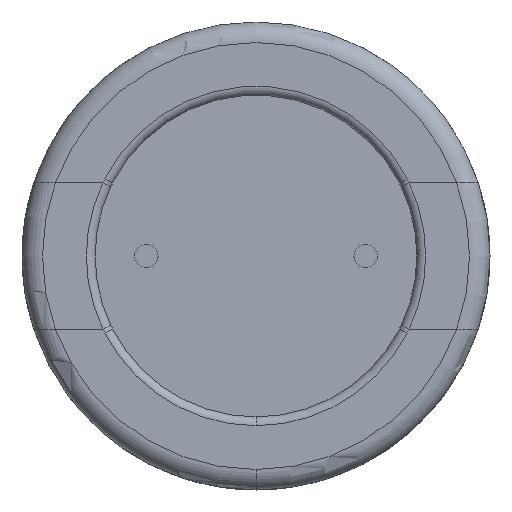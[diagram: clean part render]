
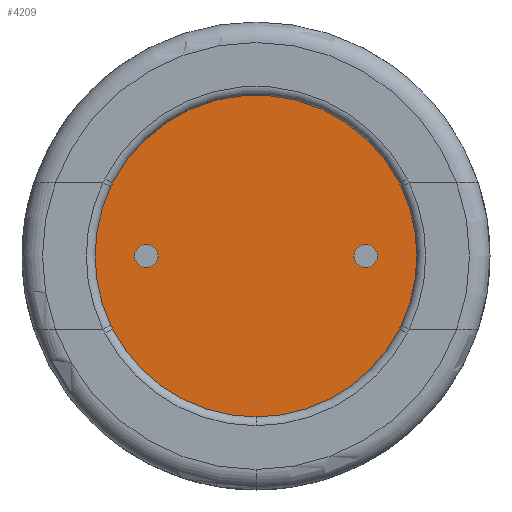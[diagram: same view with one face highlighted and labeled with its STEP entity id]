
A CAD part, front view. The second image highlights one B-rep face of the part: STEP entity #4209.
In plain terms, the highlighted planar face has unit normal (0, -1, 0).
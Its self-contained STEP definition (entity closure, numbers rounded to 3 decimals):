
#5 = AXIS2_PLACEMENT_3D ( 'NONE', #3939, #4383, #4750 ) ;
#42 = DIRECTION ( 'NONE',  ( 0., 0., -1. ) ) ;
#169 = DIRECTION ( 'NONE',  ( 0., 0., -1. ) ) ;
#232 = CIRCLE ( 'NONE', #3387, 0.4 ) ;
#247 = PLANE ( 'NONE',  #558 ) ;
#275 = DIRECTION ( 'NONE',  ( 0., -1., 0. ) ) ;
#310 = CARTESIAN_POINT ( 'NONE',  ( 0., 0.3, 0. ) ) ;
#402 = CARTESIAN_POINT ( 'NONE',  ( 0., 0.3, 0. ) ) ;
#524 = CARTESIAN_POINT ( 'NONE',  ( 4.899, 0.3, -2.5 ) ) ;
#558 = AXIS2_PLACEMENT_3D ( 'NONE', #402, #4220, #42 ) ;
#571 = DIRECTION ( 'NONE',  ( 0., 0., 1. ) ) ;
#614 = ORIENTED_EDGE ( 'NONE', *, *, #4668, .T. ) ;
#615 = VERTEX_POINT ( 'NONE', #1831 ) ;
#627 = VERTEX_POINT ( 'NONE', #2227 ) ;
#647 = AXIS2_PLACEMENT_3D ( 'NONE', #3279, #1977, #4134 ) ;
#747 = AXIS2_PLACEMENT_3D ( 'NONE', #3796, #4320, #2207 ) ;
#903 = EDGE_CURVE ( 'NONE', #4143, #3495, #2836, .T. ) ;
#997 = DIRECTION ( 'NONE',  ( 0., -1., 0. ) ) ;
#1048 = CIRCLE ( 'NONE', #1481, 5.5 ) ;
#1074 = EDGE_CURVE ( 'NONE', #3440, #3934, #232, .T. ) ;
#1118 = CARTESIAN_POINT ( 'NONE',  ( 0., 0.3, 0. ) ) ;
#1176 = VERTEX_POINT ( 'NONE', #524 ) ;
#1195 = ORIENTED_EDGE ( 'NONE', *, *, #2874, .T. ) ;
#1226 = EDGE_CURVE ( 'NONE', #1176, #615, #2299, .T. ) ;
#1238 = CARTESIAN_POINT ( 'NONE',  ( -4.963, 0.3, 2.371 ) ) ;
#1276 = EDGE_CURVE ( 'NONE', #4528, #3371, #4296, .T. ) ;
#1440 = DIRECTION ( 'NONE',  ( 0., -1., 0. ) ) ;
#1456 = ORIENTED_EDGE ( 'NONE', *, *, #2081, .T. ) ;
#1481 = AXIS2_PLACEMENT_3D ( 'NONE', #5334, #4995, #3672 ) ;
#1517 = EDGE_LOOP ( 'NONE', ( #4014, #2657, #5406, #4307, #614, #1572, #1456, #1195, #4102 ) ) ;
#1572 = ORIENTED_EDGE ( 'NONE', *, *, #1276, .T. ) ;
#1630 = AXIS2_PLACEMENT_3D ( 'NONE', #2674, #5254, #169 ) ;
#1831 = CARTESIAN_POINT ( 'NONE',  ( 4.963, 0.3, -2.371 ) ) ;
#1854 = AXIS2_PLACEMENT_3D ( 'NONE', #5360, #3219, #2369 ) ;
#1872 = CARTESIAN_POINT ( 'NONE',  ( -3.75, 0.3, 0. ) ) ;
#1951 = EDGE_CURVE ( 'NONE', #1986, #1176, #4056, .T. ) ;
#1962 = DIRECTION ( 'NONE',  ( 0., 0., -1. ) ) ;
#1977 = DIRECTION ( 'NONE',  ( 0., -1., 0. ) ) ;
#1986 = VERTEX_POINT ( 'NONE', #4817 ) ;
#2061 = DIRECTION ( 'NONE',  ( 0., 0., -1. ) ) ;
#2081 = EDGE_CURVE ( 'NONE', #3371, #5322, #2887, .T. ) ;
#2117 = CIRCLE ( 'NONE', #1854, 5.5 ) ;
#2197 = AXIS2_PLACEMENT_3D ( 'NONE', #4365, #2709, #3731 ) ;
#2207 = DIRECTION ( 'NONE',  ( 0., 0., 1. ) ) ;
#2227 = CARTESIAN_POINT ( 'NONE',  ( 3.75, 0.3, -0.4 ) ) ;
#2279 = AXIS2_PLACEMENT_3D ( 'NONE', #1118, #4500, #1962 ) ;
#2299 = CIRCLE ( 'NONE', #2197, 5.5 ) ;
#2324 = CARTESIAN_POINT ( 'NONE',  ( 3.75, 0.3, 0. ) ) ;
#2340 = CARTESIAN_POINT ( 'NONE',  ( 3.75, 0.3, 0.4 ) ) ;
#2369 = DIRECTION ( 'NONE',  ( 0., 0., -1. ) ) ;
#2423 = CARTESIAN_POINT ( 'NONE',  ( -3.75, 0.3, -0.4 ) ) ;
#2469 = CIRCLE ( 'NONE', #4672, 5.5 ) ;
#2491 = DIRECTION ( 'NONE',  ( 0., -1., 0. ) ) ;
#2657 = ORIENTED_EDGE ( 'NONE', *, *, #3223, .T. ) ;
#2674 = CARTESIAN_POINT ( 'NONE',  ( 0., 0.3, 0. ) ) ;
#2709 = DIRECTION ( 'NONE',  ( 0., -1., 0. ) ) ;
#2708 = CARTESIAN_POINT ( 'NONE',  ( -3.75, 0.3, 0.4 ) ) ;
#2833 = FACE_BOUND ( 'NONE', #2840, .T. ) ;
#2835 = CIRCLE ( 'NONE', #3549, 0.4 ) ;
#2836 = CIRCLE ( 'NONE', #4347, 5.5 ) ;
#2840 = EDGE_LOOP ( 'NONE', ( #5107, #5294 ) ) ;
#2874 = EDGE_CURVE ( 'NONE', #5322, #1986, #1048, .T. ) ;
#2887 = CIRCLE ( 'NONE', #647, 5.5 ) ;
#2968 = CARTESIAN_POINT ( 'NONE',  ( -4.963, 0.3, -2.371 ) ) ;
#2979 = CIRCLE ( 'NONE', #2279, 5.5 ) ;
#2997 = EDGE_LOOP ( 'NONE', ( #3953, #3962 ) ) ;
#3045 = EDGE_CURVE ( 'NONE', #3934, #3440, #2835, .T. ) ;
#3112 = AXIS2_PLACEMENT_3D ( 'NONE', #2324, #1440, #571 ) ;
#3169 = CIRCLE ( 'NONE', #747, 0.4 ) ;
#3172 = CARTESIAN_POINT ( 'NONE',  ( -4.899, 0.3, 2.5 ) ) ;
#3216 = VERTEX_POINT ( 'NONE', #2340 ) ;
#3219 = DIRECTION ( 'NONE',  ( 0., -1., 0. ) ) ;
#3223 = EDGE_CURVE ( 'NONE', #615, #4856, #2117, .T. ) ;
#3279 = CARTESIAN_POINT ( 'NONE',  ( 0., 0.3, 0. ) ) ;
#3371 = VERTEX_POINT ( 'NONE', #2968 ) ;
#3387 = AXIS2_PLACEMENT_3D ( 'NONE', #5534, #4310, #5199 ) ;
#3440 = VERTEX_POINT ( 'NONE', #2423 ) ;
#3495 = VERTEX_POINT ( 'NONE', #3172 ) ;
#3549 = AXIS2_PLACEMENT_3D ( 'NONE', #1872, #997, #4810 ) ;
#3566 = EDGE_CURVE ( 'NONE', #3216, #627, #3169, .T. ) ;
#3660 = CARTESIAN_POINT ( 'NONE',  ( 4.963, 0.3, 2.371 ) ) ;
#3672 = DIRECTION ( 'NONE',  ( 0., 0., -1. ) ) ;
#3682 = CARTESIAN_POINT ( 'NONE',  ( 4.899, 0.3, 2.5 ) ) ;
#3731 = DIRECTION ( 'NONE',  ( 0., 0., -1. ) ) ;
#3796 = CARTESIAN_POINT ( 'NONE',  ( 3.75, 0.3, 0. ) ) ;
#3934 = VERTEX_POINT ( 'NONE', #2708 ) ;
#3939 = CARTESIAN_POINT ( 'NONE',  ( 0., 0.3, 0. ) ) ;
#3953 = ORIENTED_EDGE ( 'NONE', *, *, #3566, .F. ) ;
#3962 = ORIENTED_EDGE ( 'NONE', *, *, #5350, .F. ) ;
#4014 = ORIENTED_EDGE ( 'NONE', *, *, #1226, .T. ) ;
#4056 = CIRCLE ( 'NONE', #1630, 5.5 ) ;
#4102 = ORIENTED_EDGE ( 'NONE', *, *, #1951, .T. ) ;
#4134 = DIRECTION ( 'NONE',  ( 0., 0., -1. ) ) ;
#4143 = VERTEX_POINT ( 'NONE', #3682 ) ;
#4185 = EDGE_CURVE ( 'NONE', #4856, #4143, #2979, .T. ) ;
#4209 = ADVANCED_FACE ( 'NONE', ( #4559, #2833, #4533 ), #247, .T. ) ;
#4220 = DIRECTION ( 'NONE',  ( 0., -1., 0. ) ) ;
#4296 = CIRCLE ( 'NONE', #5, 5.5 ) ;
#4307 = ORIENTED_EDGE ( 'NONE', *, *, #903, .T. ) ;
#4310 = DIRECTION ( 'NONE',  ( 0., -1., 0. ) ) ;
#4320 = DIRECTION ( 'NONE',  ( 0., -1., 0. ) ) ;
#4347 = AXIS2_PLACEMENT_3D ( 'NONE', #4624, #275, #2061 ) ;
#4364 = CARTESIAN_POINT ( 'NONE',  ( -4.899, 0.3, -2.5 ) ) ;
#4365 = CARTESIAN_POINT ( 'NONE',  ( 0., 0.3, 0. ) ) ;
#4383 = DIRECTION ( 'NONE',  ( 0., -1., 0. ) ) ;
#4500 = DIRECTION ( 'NONE',  ( 0., -1., 0. ) ) ;
#4528 = VERTEX_POINT ( 'NONE', #1238 ) ;
#4533 = FACE_OUTER_BOUND ( 'NONE', #1517, .T. ) ;
#4559 = FACE_BOUND ( 'NONE', #2997, .T. ) ;
#4624 = CARTESIAN_POINT ( 'NONE',  ( 0., 0.3, 0. ) ) ;
#4668 = EDGE_CURVE ( 'NONE', #3495, #4528, #2469, .T. ) ;
#4672 = AXIS2_PLACEMENT_3D ( 'NONE', #310, #2491, #4962 ) ;
#4750 = DIRECTION ( 'NONE',  ( 0., 0., -1. ) ) ;
#4810 = DIRECTION ( 'NONE',  ( 0., 0., -1. ) ) ;
#4817 = CARTESIAN_POINT ( 'NONE',  ( 0., 0.3, -5.5 ) ) ;
#4856 = VERTEX_POINT ( 'NONE', #3660 ) ;
#4962 = DIRECTION ( 'NONE',  ( 0., 0., -1. ) ) ;
#4995 = DIRECTION ( 'NONE',  ( 0., -1., 0. ) ) ;
#5107 = ORIENTED_EDGE ( 'NONE', *, *, #3045, .F. ) ;
#5199 = DIRECTION ( 'NONE',  ( 0., 0., -1. ) ) ;
#5254 = DIRECTION ( 'NONE',  ( 0., -1., 0. ) ) ;
#5294 = ORIENTED_EDGE ( 'NONE', *, *, #1074, .F. ) ;
#5322 = VERTEX_POINT ( 'NONE', #4364 ) ;
#5334 = CARTESIAN_POINT ( 'NONE',  ( 0., 0.3, 0. ) ) ;
#5350 = EDGE_CURVE ( 'NONE', #627, #3216, #5431, .T. ) ;
#5360 = CARTESIAN_POINT ( 'NONE',  ( 0., 0.3, 0. ) ) ;
#5406 = ORIENTED_EDGE ( 'NONE', *, *, #4185, .T. ) ;
#5431 = CIRCLE ( 'NONE', #3112, 0.4 ) ;
#5534 = CARTESIAN_POINT ( 'NONE',  ( -3.75, 0.3, 0. ) ) ;
